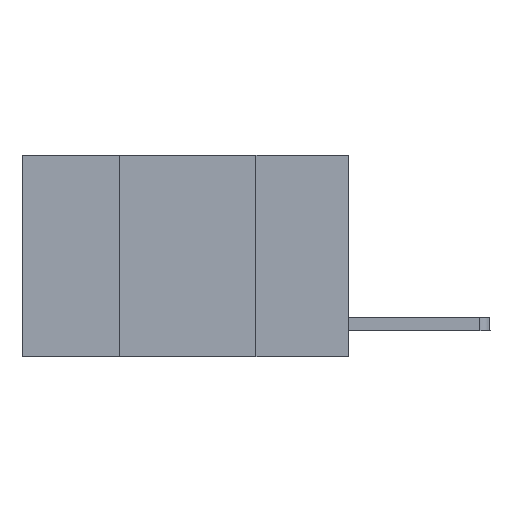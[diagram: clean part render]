
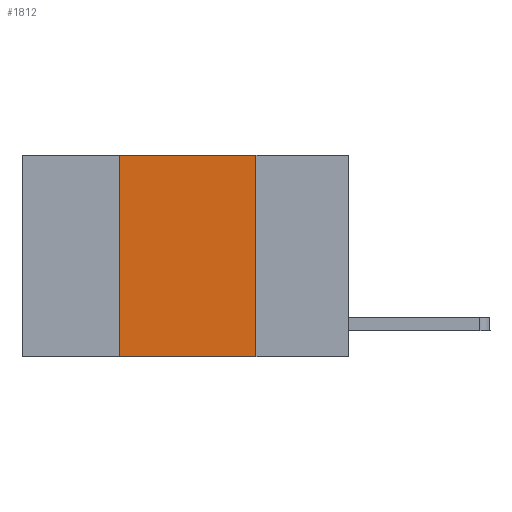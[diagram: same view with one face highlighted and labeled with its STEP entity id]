
A CAD part, left-side view. The second image highlights one B-rep face of the part: STEP entity #1812.
In plain terms, the highlighted planar face has unit normal (-1, 0, 0).
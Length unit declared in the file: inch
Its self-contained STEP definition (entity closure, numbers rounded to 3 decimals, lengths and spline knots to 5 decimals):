
#442 = ORIENTED_EDGE ( 'NONE', *, *, #8823, .F. ) ;
#467 = VECTOR ( 'NONE', #9277, 39.37008 ) ;
#581 = PLANE ( 'NONE',  #10400 ) ;
#665 = LINE ( 'NONE', #12119, #467 ) ;
#1715 = VECTOR ( 'NONE', #7413, 39.37008 ) ;
#1812 = ADVANCED_FACE ( 'NONE', ( #6079 ), #581, .F. ) ;
#1844 = LINE ( 'NONE', #5606, #1715 ) ;
#2684 = DIRECTION ( 'NONE',  ( 0., -1., 0. ) ) ;
#3035 = LINE ( 'NONE', #4270, #8899 ) ;
#3073 = CARTESIAN_POINT ( 'NONE',  ( 0., 0.17, -0.37 ) ) ;
#3338 = DIRECTION ( 'NONE',  ( 0., 0., -1. ) ) ;
#3843 = ORIENTED_EDGE ( 'NONE', *, *, #9651, .F. ) ;
#4145 = VERTEX_POINT ( 'NONE', #5786 ) ;
#4270 = CARTESIAN_POINT ( 'NONE',  ( 0., 0.17, 0. ) ) ;
#4620 = LINE ( 'NONE', #4741, #5881 ) ;
#4741 = CARTESIAN_POINT ( 'NONE',  ( 0., 0.6, -0.37 ) ) ;
#5143 = CARTESIAN_POINT ( 'NONE',  ( 0., 0.6, 0. ) ) ;
#5213 = EDGE_CURVE ( 'NONE', #4145, #11583, #4620, .T. ) ;
#5606 = CARTESIAN_POINT ( 'NONE',  ( 0., 0.42, 0. ) ) ;
#5786 = CARTESIAN_POINT ( 'NONE',  ( 0., 0.42, -0.37 ) ) ;
#5881 = VECTOR ( 'NONE', #2684, 39.37008 ) ;
#6079 = FACE_OUTER_BOUND ( 'NONE', #7885, .T. ) ;
#6719 = VERTEX_POINT ( 'NONE', #9552 ) ;
#6955 = DIRECTION ( 'NONE',  ( 0., 0., -1. ) ) ;
#7413 = DIRECTION ( 'NONE',  ( 0., 0., 1. ) ) ;
#7885 = EDGE_LOOP ( 'NONE', ( #10047, #442, #3843, #10773 ) ) ;
#8225 = VERTEX_POINT ( 'NONE', #9924 ) ;
#8823 = EDGE_CURVE ( 'NONE', #8225, #6719, #665, .T. ) ;
#8899 = VECTOR ( 'NONE', #3338, 39.37008 ) ;
#9277 = DIRECTION ( 'NONE',  ( 0., -1., 0. ) ) ;
#9552 = CARTESIAN_POINT ( 'NONE',  ( 0., 0.17, 0. ) ) ;
#9651 = EDGE_CURVE ( 'NONE', #4145, #8225, #1844, .T. ) ;
#9924 = CARTESIAN_POINT ( 'NONE',  ( 0., 0.42, 0. ) ) ;
#10047 = ORIENTED_EDGE ( 'NONE', *, *, #11138, .F. ) ;
#10400 = AXIS2_PLACEMENT_3D ( 'NONE', #5143, #10882, #6955 ) ;
#10773 = ORIENTED_EDGE ( 'NONE', *, *, #5213, .T. ) ;
#10882 = DIRECTION ( 'NONE',  ( 1., 0., 0. ) ) ;
#11138 = EDGE_CURVE ( 'NONE', #6719, #11583, #3035, .T. ) ;
#11583 = VERTEX_POINT ( 'NONE', #3073 ) ;
#12119 = CARTESIAN_POINT ( 'NONE',  ( 0., 0.6, 0. ) ) ;
